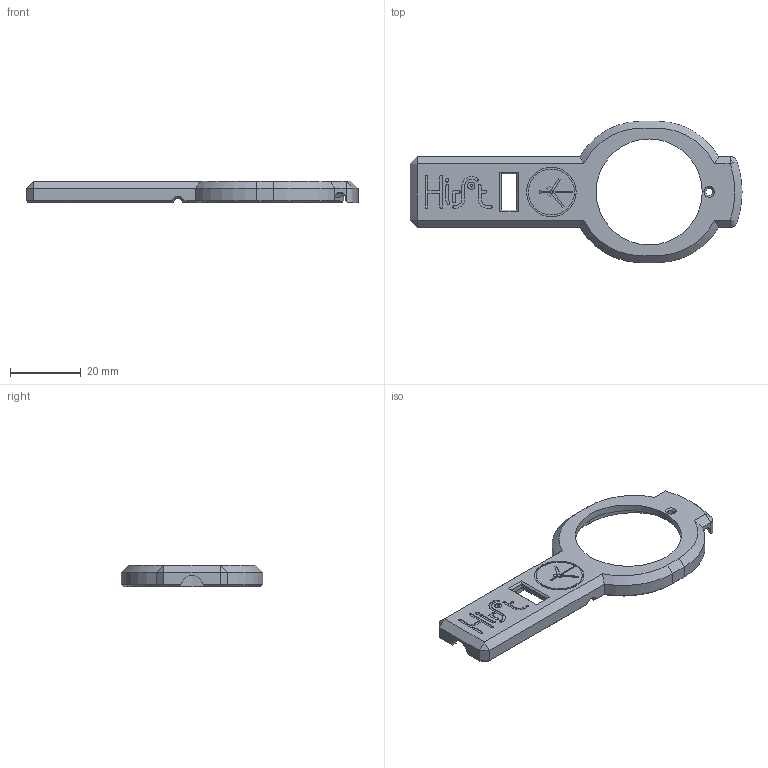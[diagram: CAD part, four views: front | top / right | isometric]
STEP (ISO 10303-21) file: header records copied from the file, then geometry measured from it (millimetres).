
FILE_DESCRIPTION (( 'STEP AP214' ), '1' );
FILE_NAME ('TML_TickTacho_Timergraph_Mic_TopCover v2.STEP', '2025-08-17T13:01:56', ( 'koogar' ), ( '' ), 'SwSTEP 2.0', 'SolidWorks 2023', '' );
FILE_SCHEMA (( 'AUTOMOTIVE_DESIGN' ));
Length unit declared in the file: millimetre
Products named in the file (1): TML_TickTacho_Timergraph_Mic_TopCover v2
Bounding box: 93.92 x 40 x 6 mm (x, y, z)
Volume: 5124.5 mm3; surface area: 5775.8 mm2
Topology: 1 solids, 1 shells, 235 faces, 597 edges, 379 vertices
Faces by surface type: plane 132, cylinder 78, cone 23, torus 2
Entity records: 7112 total; most frequent: CARTESIAN_POINT 1324, DIRECTION 1217, ORIENTED_EDGE 1190, EDGE_CURVE 595, AXIS2_PLACEMENT_3D 414, VECTOR 389, LINE 389, VERTEX_POINT 379
